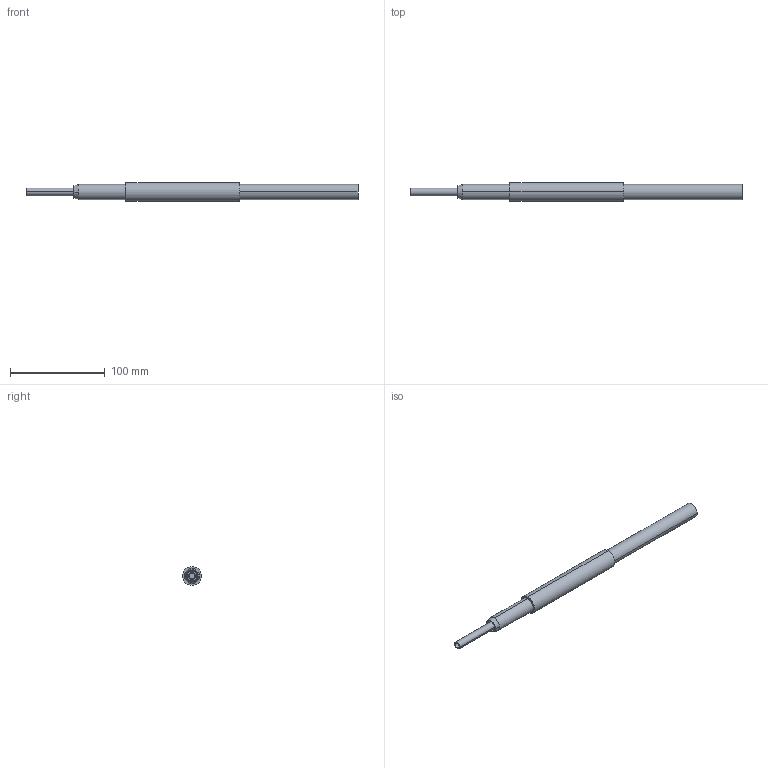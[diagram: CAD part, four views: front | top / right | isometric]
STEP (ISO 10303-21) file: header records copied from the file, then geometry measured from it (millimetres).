
FILE_DESCRIPTION((''),'2;1');
FILE_NAME('214-142.stp','2004-01-23T13:29:54',('KAA'),(''),'Autodesk Inventor (R) 6.0','Autodesk Inventor (R) 6.0','');
FILE_SCHEMA(('CONFIG_CONTROL_DESIGN'));
Length unit declared in the file: millimetre
Products named in the file (1): 214-142
Bounding box: 350.5 x 20 x 20 mm (x, y, z)
Volume: 50297 mm3; surface area: 41940.3 mm2
Topology: 2 solids, 2 shells, 54 faces, 135 edges, 89 vertices
Faces by surface type: cylinder 18, bspline 16, plane 12, cone 8
Entity records: 2240 total; most frequent: CARTESIAN_POINT 905, ORIENTED_EDGE 270, DIRECTION 236, EDGE_CURVE 135, AXIS2_PLACEMENT_3D 95, VERTEX_POINT 89, EDGE_LOOP 68, CIRCLE 56
